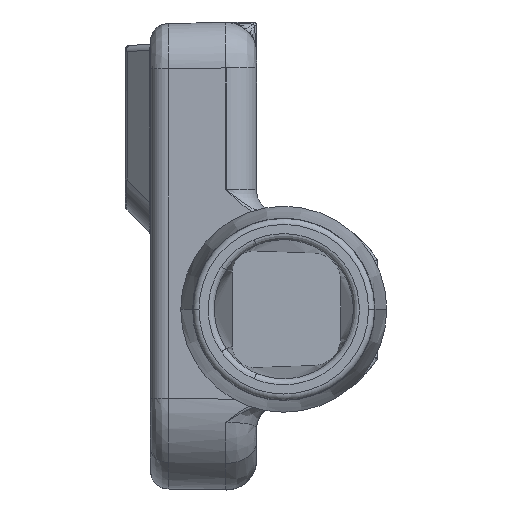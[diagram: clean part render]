
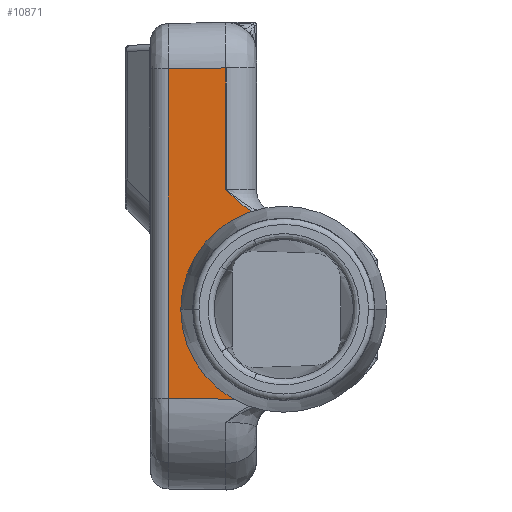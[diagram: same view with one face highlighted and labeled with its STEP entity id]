
A CAD part, left-side view. The second image highlights one B-rep face of the part: STEP entity #10871.
In plain terms, the highlighted planar face has unit normal (-1, 0.018, 0).
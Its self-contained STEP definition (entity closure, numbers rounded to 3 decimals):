
#135 = DIRECTION ( 'NONE',  ( -1., 0.017, 0. ) ) ;
#171 = LINE ( 'NONE', #36263, #11897 ) ;
#968 = VERTEX_POINT ( 'NONE', #6316 ) ;
#1211 = ORIENTED_EDGE ( 'NONE', *, *, #36376, .T. ) ;
#1477 = CARTESIAN_POINT ( 'NONE',  ( -10.981, 0.494, 3.256 ) ) ;
#2400 = CARTESIAN_POINT ( 'NONE',  ( -11., -0.6, 2.9 ) ) ;
#2841 = CARTESIAN_POINT ( 'NONE',  ( -10.981, 0.501, -2.881 ) ) ;
#2847 = LINE ( 'NONE', #9185, #29304 ) ;
#2876 = DIRECTION ( 'NONE',  ( 0., 0., -1. ) ) ;
#3122 = PLANE ( 'NONE',  #31060 ) ;
#3162 = VERTEX_POINT ( 'NONE', #24323 ) ;
#3744 = EDGE_CURVE ( 'NONE', #968, #37759, #24422, .T. ) ;
#3862 =( BOUNDED_CURVE ( )  B_SPLINE_CURVE ( 3, ( #4245, #28448, #22301, #6821 ),
 .UNSPECIFIED., .F., .F. ) 
 B_SPLINE_CURVE_WITH_KNOTS ( ( 4, 4 ),
 ( 0.998, 1.553 ),
 .UNSPECIFIED. ) 
 CURVE ( )  GEOMETRIC_REPRESENTATION_ITEM ( )  RATIONAL_B_SPLINE_CURVE ( ( 1., 0.974, 0.974, 1. ) ) 
 REPRESENTATION_ITEM ( '' )  );
#4032 = CARTESIAN_POINT ( 'NONE',  ( -10.944, 2.597, 0. ) ) ;
#4245 = CARTESIAN_POINT ( 'NONE',  ( -10.97, 1.13, 2.689 ) ) ;
#4655 = VECTOR ( 'NONE', #35355, 1000. ) ;
#4675 = ORIENTED_EDGE ( 'NONE', *, *, #25697, .T. ) ;
#4884 = ORIENTED_EDGE ( 'NONE', *, *, #13117, .T. ) ;
#5842 = LINE ( 'NONE', #11417, #30999 ) ;
#6316 = CARTESIAN_POINT ( 'NONE',  ( -11., -0.6, -3. ) ) ;
#6409 = CARTESIAN_POINT ( 'NONE',  ( -10.97, 1.13, -2.689 ) ) ;
#6424 = CARTESIAN_POINT ( 'NONE',  ( -11., -0.597, 2.9 ) ) ;
#6777 = DIRECTION ( 'NONE',  ( 0., 0., 1. ) ) ;
#6821 = CARTESIAN_POINT ( 'NONE',  ( -10.981, 0.501, 2.881 ) ) ;
#7825 = CARTESIAN_POINT ( 'NONE',  ( -10.988, 0.066, 3.08 ) ) ;
#7992 = VECTOR ( 'NONE', #24355, 1000. ) ;
#8016 = CARTESIAN_POINT ( 'NONE',  ( -10.97, 1.1, 3.733 ) ) ;
#8136 = EDGE_CURVE ( 'NONE', #11107, #38264, #18154, .T. ) ;
#9185 = CARTESIAN_POINT ( 'NONE',  ( -10.999, -0.548, -3. ) ) ;
#9413 = EDGE_CURVE ( 'NONE', #35736, #17904, #38071, .T. ) ;
#10079 = ORIENTED_EDGE ( 'NONE', *, *, #3744, .T. ) ;
#10090 = EDGE_CURVE ( 'NONE', #17904, #35820, #17786, .T. ) ;
#10156 = EDGE_CURVE ( 'NONE', #12573, #13950, #5842, .T. ) ;
#10871 = ADVANCED_FACE ( 'NONE', ( #18227 ), #3122, .T. ) ;
#11107 = VERTEX_POINT ( 'NONE', #29072 ) ;
#11417 = CARTESIAN_POINT ( 'NONE',  ( -11., -0.6, 3.05 ) ) ;
#11478 = CARTESIAN_POINT ( 'NONE',  ( -11., -0.6, -2.9 ) ) ;
#11897 = VECTOR ( 'NONE', #24367, 1000. ) ;
#11998 = DIRECTION ( 'NONE',  ( -0.017, -1., -0.017 ) ) ;
#12071 = CARTESIAN_POINT ( 'NONE',  ( -10.944, 2.597, 0. ) ) ;
#12192 = CARTESIAN_POINT ( 'NONE',  ( -10.981, 0.501, -2.881 ) ) ;
#12283 = DIRECTION ( 'NONE',  ( -0.017, -1., 0. ) ) ;
#12573 = VERTEX_POINT ( 'NONE', #35270 ) ;
#13117 = EDGE_CURVE ( 'NONE', #35820, #968, #2847, .T. ) ;
#13179 = CARTESIAN_POINT ( 'NONE',  ( -10.933, 3.21, -2.934 ) ) ;
#13883 = EDGE_CURVE ( 'NONE', #13950, #23979, #17300, .T. ) ;
#13950 = VERTEX_POINT ( 'NONE', #22511 ) ;
#14824 = CARTESIAN_POINT ( 'NONE',  ( -10.97, 1.13, 2.689 ) ) ;
#14843 = ORIENTED_EDGE ( 'NONE', *, *, #10090, .T. ) ;
#14876 = LINE ( 'NONE', #15070, #7992 ) ;
#15020 = CARTESIAN_POINT ( 'NONE',  ( -10.944, 2.597, 1.111 ) ) ;
#15070 = CARTESIAN_POINT ( 'NONE',  ( -10.967, 1.317, 0. ) ) ;
#15119 = ORIENTED_EDGE ( 'NONE', *, *, #9413, .T. ) ;
#15146 = VECTOR ( 'NONE', #24077, 1000. ) ;
#15557 = CARTESIAN_POINT ( 'NONE',  ( -10.967, 1.317, 7.967 ) ) ;
#15832 = VECTOR ( 'NONE', #2876, 1000. ) ;
#17300 = B_SPLINE_CURVE_WITH_KNOTS ( 'NONE', 3,
 ( #32207, #37953, #7825, #19746, #1477, #25858, #8016, #25485 ),
 .UNSPECIFIED., .F., .F.,
 ( 4, 2, 2, 4 ),
 ( 0., 0., 0.001, 0.002 ),
 .UNSPECIFIED. ) ;
#17786 = LINE ( 'NONE', #29645, #15832 ) ;
#17801 = CARTESIAN_POINT ( 'NONE',  ( -10.933, 3.21, 7.934 ) ) ;
#17805 = VERTEX_POINT ( 'NONE', #36840 ) ;
#17904 = VERTEX_POINT ( 'NONE', #17801 ) ;
#17998 = EDGE_CURVE ( 'NONE', #24475, #17805, #31645, .T. ) ;
#18154 = LINE ( 'NONE', #6424, #15146 ) ;
#18227 = FACE_OUTER_BOUND ( 'NONE', #34240, .T. ) ;
#18566 = VERTEX_POINT ( 'NONE', #12192 ) ;
#18600 = EDGE_CURVE ( 'NONE', #18566, #3162, #19221, .T. ) ;
#19221 =( BOUNDED_CURVE ( )  B_SPLINE_CURVE ( 3, ( #2841, #33553, #21683, #30591 ),
 .UNSPECIFIED., .F., .F. ) 
 B_SPLINE_CURVE_WITH_KNOTS ( ( 4, 4 ),
 ( 4.73, 5.285 ),
 .UNSPECIFIED. ) 
 CURVE ( )  GEOMETRIC_REPRESENTATION_ITEM ( )  RATIONAL_B_SPLINE_CURVE ( ( 1., 0.974, 0.974, 1. ) ) 
 REPRESENTATION_ITEM ( '' )  );
#19301 = ORIENTED_EDGE ( 'NONE', *, *, #33839, .T. ) ;
#19746 = CARTESIAN_POINT ( 'NONE',  ( -10.983, 0.359, 3.184 ) ) ;
#21175 = ORIENTED_EDGE ( 'NONE', *, *, #32302, .T. ) ;
#21683 = CARTESIAN_POINT ( 'NONE',  ( -10.973, 0.941, -2.811 ) ) ;
#22301 = CARTESIAN_POINT ( 'NONE',  ( -10.977, 0.726, 2.877 ) ) ;
#22397 = ORIENTED_EDGE ( 'NONE', *, *, #8136, .T. ) ;
#22511 = CARTESIAN_POINT ( 'NONE',  ( -10.994, -0.241, 3.05 ) ) ;
#22909 = VECTOR ( 'NONE', #6777, 1000. ) ;
#23049 = ORIENTED_EDGE ( 'NONE', *, *, #18600, .T. ) ;
#23258 = CARTESIAN_POINT ( 'NONE',  ( -10.981, 0.505, -2.881 ) ) ;
#23294 = ORIENTED_EDGE ( 'NONE', *, *, #17998, .T. ) ;
#23303 = DIRECTION ( 'NONE',  ( 0.017, 1., 0. ) ) ;
#23979 = VERTEX_POINT ( 'NONE', #32684 ) ;
#24077 = DIRECTION ( 'NONE',  ( -0.017, -1., 0.017 ) ) ;
#24125 = EDGE_CURVE ( 'NONE', #38264, #12573, #171, .T. ) ;
#24323 = CARTESIAN_POINT ( 'NONE',  ( -10.97, 1.13, -2.689 ) ) ;
#24355 = DIRECTION ( 'NONE',  ( 0., 0., 1. ) ) ;
#24367 = DIRECTION ( 'NONE',  ( 0., 0., 1. ) ) ;
#24422 = LINE ( 'NONE', #36513, #22909 ) ;
#24475 = VERTEX_POINT ( 'NONE', #12071 ) ;
#25485 = CARTESIAN_POINT ( 'NONE',  ( -10.967, 1.317, 3.95 ) ) ;
#25697 = EDGE_CURVE ( 'NONE', #17805, #11107, #3862, .T. ) ;
#25858 = CARTESIAN_POINT ( 'NONE',  ( -10.974, 0.878, 3.511 ) ) ;
#26495 = CARTESIAN_POINT ( 'NONE',  ( -10.953, 2.065, 2.087 ) ) ;
#26526 = ORIENTED_EDGE ( 'NONE', *, *, #24125, .T. ) ;
#26877 = CARTESIAN_POINT ( 'NONE',  ( -10.944, 2.597, 0. ) ) ;
#27137 = VECTOR ( 'NONE', #28966, 1000. ) ;
#27323 = CARTESIAN_POINT ( 'NONE',  ( -11., -0.6, 0. ) ) ;
#28239 = CARTESIAN_POINT ( 'NONE',  ( -10.944, 2.597, -1.111 ) ) ;
#28448 = CARTESIAN_POINT ( 'NONE',  ( -10.973, 0.941, 2.811 ) ) ;
#28966 = DIRECTION ( 'NONE',  ( 0.017, 1., -0.017 ) ) ;
#29072 = CARTESIAN_POINT ( 'NONE',  ( -10.981, 0.501, 2.881 ) ) ;
#29304 = VECTOR ( 'NONE', #11998, 1000. ) ;
#29645 = CARTESIAN_POINT ( 'NONE',  ( -10.933, 3.21, 0. ) ) ;
#30591 = CARTESIAN_POINT ( 'NONE',  ( -10.97, 1.13, -2.689 ) ) ;
#30598 = CARTESIAN_POINT ( 'NONE',  ( -10.953, 2.065, -2.087 ) ) ;
#30999 = VECTOR ( 'NONE', #23303, 1000. ) ;
#31060 = AXIS2_PLACEMENT_3D ( 'NONE', #27323, #135, #12283 ) ;
#31645 =( BOUNDED_CURVE ( )  B_SPLINE_CURVE ( 3, ( #26877, #15020, #26495, #14824 ),
 .UNSPECIFIED., .F., .F. ) 
 B_SPLINE_CURVE_WITH_KNOTS ( ( 4, 4 ),
 ( 0., 0.998 ),
 .UNSPECIFIED. ) 
 CURVE ( )  GEOMETRIC_REPRESENTATION_ITEM ( )  RATIONAL_B_SPLINE_CURVE ( ( 1., 0.919, 0.919, 1. ) ) 
 REPRESENTATION_ITEM ( '' )  );
#31791 = LINE ( 'NONE', #23258, #4655 ) ;
#32207 = CARTESIAN_POINT ( 'NONE',  ( -10.994, -0.241, 3.05 ) ) ;
#32302 = EDGE_CURVE ( 'NONE', #3162, #24475, #33627, .T. ) ;
#32684 = CARTESIAN_POINT ( 'NONE',  ( -10.967, 1.317, 3.95 ) ) ;
#33553 = CARTESIAN_POINT ( 'NONE',  ( -10.977, 0.726, -2.877 ) ) ;
#33627 =( BOUNDED_CURVE ( )  B_SPLINE_CURVE ( 3, ( #6409, #30598, #28239, #4032 ),
 .UNSPECIFIED., .F., .F. ) 
 B_SPLINE_CURVE_WITH_KNOTS ( ( 4, 4 ),
 ( 5.285, 6.283 ),
 .UNSPECIFIED. ) 
 CURVE ( )  GEOMETRIC_REPRESENTATION_ITEM ( )  RATIONAL_B_SPLINE_CURVE ( ( 1., 0.919, 0.919, 1. ) ) 
 REPRESENTATION_ITEM ( '' )  );
#33839 = EDGE_CURVE ( 'NONE', #37759, #18566, #31791, .T. ) ;
#34240 = EDGE_LOOP ( 'NONE', ( #38783, #37228, #1211, #15119, #14843, #4884, #10079, #19301, #23049, #21175, #23294, #4675, #22397, #26526 ) ) ;
#35270 = CARTESIAN_POINT ( 'NONE',  ( -11., -0.6, 3.05 ) ) ;
#35355 = DIRECTION ( 'NONE',  ( 0.017, 1., 0.017 ) ) ;
#35736 = VERTEX_POINT ( 'NONE', #15557 ) ;
#35820 = VERTEX_POINT ( 'NONE', #13179 ) ;
#36263 = CARTESIAN_POINT ( 'NONE',  ( -11., -0.6, 0. ) ) ;
#36376 = EDGE_CURVE ( 'NONE', #23979, #35736, #14876, .T. ) ;
#36513 = CARTESIAN_POINT ( 'NONE',  ( -11., -0.6, 0. ) ) ;
#36840 = CARTESIAN_POINT ( 'NONE',  ( -10.97, 1.13, 2.689 ) ) ;
#37228 = ORIENTED_EDGE ( 'NONE', *, *, #13883, .T. ) ;
#37759 = VERTEX_POINT ( 'NONE', #11478 ) ;
#37953 = CARTESIAN_POINT ( 'NONE',  ( -10.991, -0.085, 3.05 ) ) ;
#38071 = LINE ( 'NONE', #38259, #27137 ) ;
#38259 = CARTESIAN_POINT ( 'NONE',  ( -10.998, -0.46, 7.998 ) ) ;
#38264 = VERTEX_POINT ( 'NONE', #2400 ) ;
#38783 = ORIENTED_EDGE ( 'NONE', *, *, #10156, .T. ) ;
